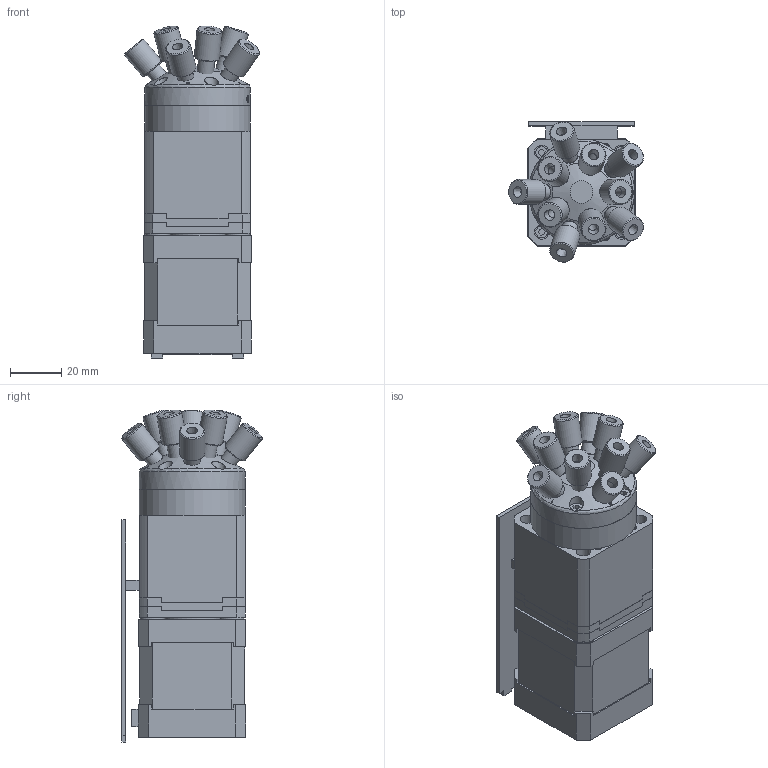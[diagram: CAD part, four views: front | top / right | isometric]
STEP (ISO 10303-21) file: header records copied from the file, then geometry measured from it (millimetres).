
FILE_DESCRIPTION((''),'2;1');
FILE_NAME('321473-C62-6180I ten port 2-pos valve.stp','2013-08-19T10:30:03',('Franzp'),(''),'Autodesk Inventor 2013','Autodesk Inventor 2013','');
FILE_SCHEMA(('AUTOMOTIVE_DESIGN { 1 0 10303 214 1 1 1 1 }'));
Length unit declared in the file: millimetre
Products named in the file (1): 321473_Shrinkwrap_1
Bounding box: 52.51 x 54.69 x 129.3 mm (x, y, z)
Surface area: 41176 mm2 (no closed solid volume)
Topology: 0 solids, 34 shells, 266 faces, 973 edges, 732 vertices
Faces by surface type: plane 141, cylinder 77, cone 47, torus 1
Full cylindrical faces by diameter (mm): 2.156 x7, 2.28 x2, 3.175 x1, 3.33 x10, 5.33 x5, 5.613 x4, 6.35 x10, 6.4 x5, 9.6 x4, 9.78 x10, 21.94 x1, 41.275 x2
Entity records: 11030 total; most frequent: CARTESIAN_POINT 2818, DIRECTION 1546, ORIENTED_EDGE 1226, EDGE_CURVE 833, VERTEX_POINT 700, AXIS2_PLACEMENT_3D 540, VECTOR 466, LINE 466
